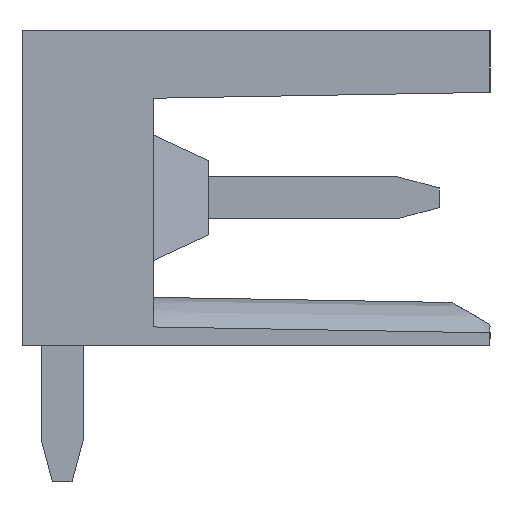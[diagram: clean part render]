
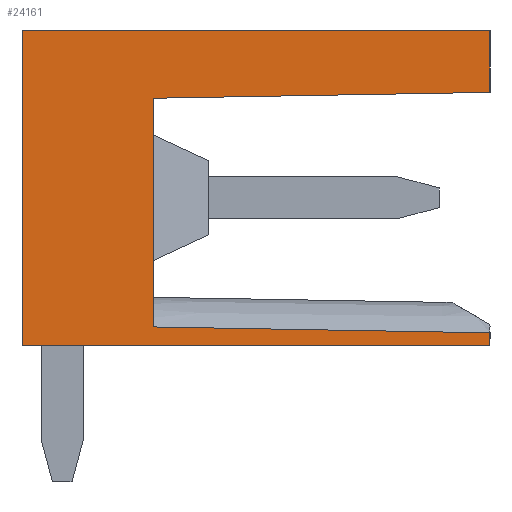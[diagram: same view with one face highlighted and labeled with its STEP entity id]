
A CAD part, left-side view. The second image highlights one B-rep face of the part: STEP entity #24161.
In plain terms, the highlighted planar face has unit normal (-1, 0, 0).
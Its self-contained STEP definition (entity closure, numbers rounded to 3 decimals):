
#24111=AXIS2_PLACEMENT_3D('Plane Axis2P3D',#24108,#24109,#24110) ;
#23268=CARTESIAN_POINT('Vertex',(0.,0.,3.511)) ;
#23282=CARTESIAN_POINT('Vertex',(0.,7.95,3.65)) ;
#23286=CARTESIAN_POINT('Control Point',(0.,0.,3.511)) ;
#23287=CARTESIAN_POINT('Control Point',(0.,7.95,3.65)) ;
#23883=CARTESIAN_POINT('Vertex',(0.,0.,9.189)) ;
#23886=CARTESIAN_POINT('Line Origine',(0.,3.975,9.119)) ;
#23890=CARTESIAN_POINT('Vertex',(0.,7.95,9.05)) ;
#24108=CARTESIAN_POINT('Axis2P3D Location',(0.,0.,0.)) ;
#24113=CARTESIAN_POINT('Line Origine',(0.,0.,9.919)) ;
#24117=CARTESIAN_POINT('Vertex',(0.,0.,10.65)) ;
#24120=CARTESIAN_POINT('Line Origine',(0.,5.525,10.65)) ;
#24124=CARTESIAN_POINT('Vertex',(0.,11.05,10.65)) ;
#24127=CARTESIAN_POINT('Line Origine',(0.,11.05,6.925)) ;
#24131=CARTESIAN_POINT('Vertex',(0.,11.05,3.2)) ;
#24134=CARTESIAN_POINT('Line Origine',(0.,5.525,3.2)) ;
#24138=CARTESIAN_POINT('Vertex',(0.,0.,3.2)) ;
#24141=CARTESIAN_POINT('Line Origine',(0.,0.,3.356)) ;
#24146=CARTESIAN_POINT('Line Origine',(0.,7.95,6.35)) ;
#23887=DIRECTION('Vector Direction',(0.,-1.,0.017)) ;
#24109=DIRECTION('Axis2P3D Direction',(-1.,0.,0.)) ;
#24110=DIRECTION('Axis2P3D XDirection',(0.,-1.,0.)) ;
#24114=DIRECTION('Vector Direction',(0.,0.,-1.)) ;
#24121=DIRECTION('Vector Direction',(0.,-1.,0.)) ;
#24128=DIRECTION('Vector Direction',(0.,0.,1.)) ;
#24135=DIRECTION('Vector Direction',(0.,1.,0.)) ;
#24142=DIRECTION('Vector Direction',(0.,0.,-1.)) ;
#24147=DIRECTION('Vector Direction',(0.,0.,1.)) ;
#23888=VECTOR('Line Direction',#23887,1.) ;
#24115=VECTOR('Line Direction',#24114,1.) ;
#24122=VECTOR('Line Direction',#24121,1.) ;
#24129=VECTOR('Line Direction',#24128,1.) ;
#24136=VECTOR('Line Direction',#24135,1.) ;
#24143=VECTOR('Line Direction',#24142,1.) ;
#24148=VECTOR('Line Direction',#24147,1.) ;
#24152=ORIENTED_EDGE('',*,*,#24119,.T.) ;
#24153=ORIENTED_EDGE('',*,*,#24126,.T.) ;
#24154=ORIENTED_EDGE('',*,*,#24133,.T.) ;
#24155=ORIENTED_EDGE('',*,*,#24140,.T.) ;
#24156=ORIENTED_EDGE('',*,*,#24145,.T.) ;
#24157=ORIENTED_EDGE('',*,*,#23288,.F.) ;
#24158=ORIENTED_EDGE('',*,*,#24150,.F.) ;
#24159=ORIENTED_EDGE('',*,*,#23892,.F.) ;
#24161=ADVANCED_FACE('HOUSING',(#24160),#24112,.T.) ;
#23285=B_SPLINE_CURVE_WITH_KNOTS('',1,(#23286,#23287),.UNSPECIFIED.,.F.,.U.,(2,2),(-3.976,3.976),.UNSPECIFIED.) ;
#23288=EDGE_CURVE('',#23283,#23269,#23285,.F.) ;
#23892=EDGE_CURVE('',#23884,#23891,#23889,.F.) ;
#24119=EDGE_CURVE('',#23884,#24118,#24116,.F.) ;
#24126=EDGE_CURVE('',#24118,#24125,#24123,.F.) ;
#24133=EDGE_CURVE('',#24125,#24132,#24130,.F.) ;
#24140=EDGE_CURVE('',#24132,#24139,#24137,.F.) ;
#24145=EDGE_CURVE('',#24139,#23269,#24144,.F.) ;
#24150=EDGE_CURVE('',#23891,#23283,#24149,.F.) ;
#24151=EDGE_LOOP('',(#24152,#24153,#24154,#24155,#24156,#24157,#24158,#24159)) ;
#24160=FACE_OUTER_BOUND('',#24151,.T.) ;
#23889=LINE('Line',#23886,#23888) ;
#24116=LINE('Line',#24113,#24115) ;
#24123=LINE('Line',#24120,#24122) ;
#24130=LINE('Line',#24127,#24129) ;
#24137=LINE('Line',#24134,#24136) ;
#24144=LINE('Line',#24141,#24143) ;
#24149=LINE('Line',#24146,#24148) ;
#24112=PLANE('',#24111) ;
#23269=VERTEX_POINT('',#23268) ;
#23283=VERTEX_POINT('',#23282) ;
#23884=VERTEX_POINT('',#23883) ;
#23891=VERTEX_POINT('',#23890) ;
#24118=VERTEX_POINT('',#24117) ;
#24125=VERTEX_POINT('',#24124) ;
#24132=VERTEX_POINT('',#24131) ;
#24139=VERTEX_POINT('',#24138) ;
